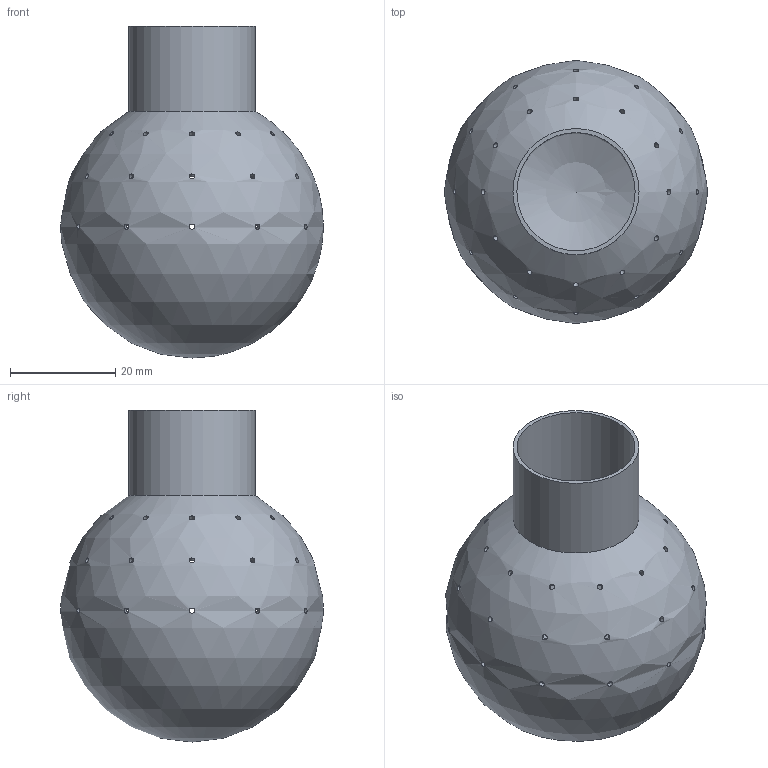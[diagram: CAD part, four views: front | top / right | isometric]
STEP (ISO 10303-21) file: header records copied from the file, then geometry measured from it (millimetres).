
FILE_DESCRIPTION(/* description */ ('5320 Mycí hlavice '),/* implementation_level */ '2;1');
FILE_NAME(/* name */ '27030050000.stp',/* time_stamp */ '2016-01-12T09:02:43+01:00',/* author */ ('Struska'),/* organization */ ('Bupospol'),/* preprocessor_version */ 'ST-DEVELOPER v15.6',/* originating_system */ 'Autodesk Inventor 2015',/* authorisation */ '');
FILE_SCHEMA (('CONFIG_CONTROL_DESIGN'));
Length unit declared in the file: millimetre
Products named in the file (1): 27030050000
Bounding box: 49.99 x 49.99 x 63.2 mm (x, y, z)
Volume: 7975 mm3; surface area: 16727.6 mm2
Topology: 1 solids, 1 shells, 41 faces, 130 edges, 84 vertices
Faces by surface type: cylinder 38, sphere 2, plane 1
Full cylindrical faces by diameter (mm): 1 x36, 22.5 x1, 24 x1
Entity records: 1383 total; most frequent: DIRECTION 236, CARTESIAN_POINT 194, EDGE_LOOP 152, ORIENTED_EDGE 152, AXIS2_PLACEMENT_3D 118, FACE_BOUND 111, CIRCLE 76, VERTEX_POINT 76
